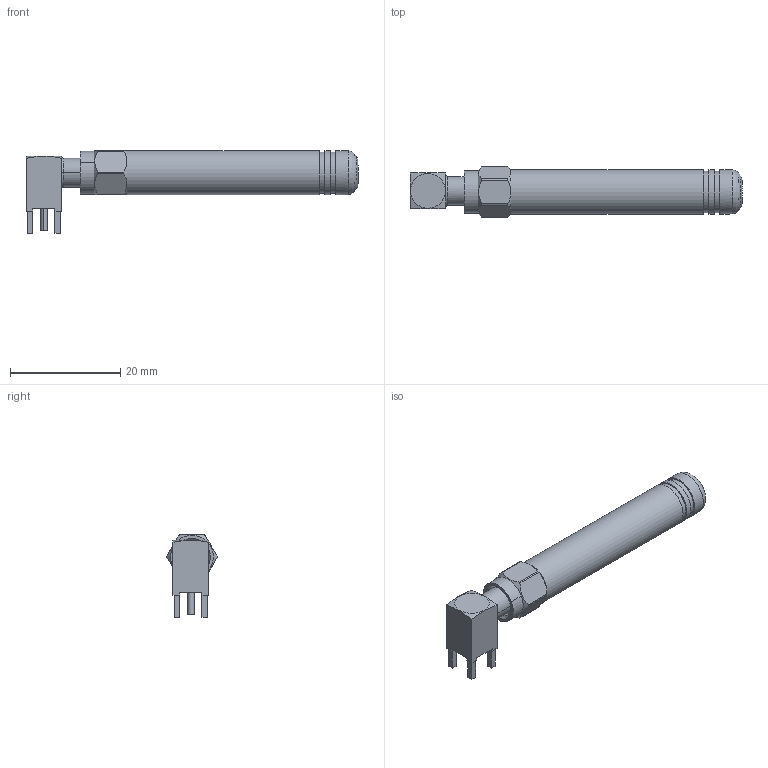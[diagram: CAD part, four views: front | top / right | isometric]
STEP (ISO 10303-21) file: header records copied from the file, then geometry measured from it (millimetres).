
FILE_DESCRIPTION(('FreeCAD Model'),'2;1');
FILE_NAME('Open CASCADE Shape Model','2022-04-07T16:32:06',('Author'),( ''),'Open CASCADE STEP processor 7.5','FreeCAD','Unknown');
FILE_SCHEMA(('AUTOMOTIVE_DESIGN { 1 0 10303 214 1 1 1 1 }'));
Length unit declared in the file: millimetre
Products named in the file (8): Part001; Part; Shell; SMA J01151A0191; COMPOUND; SOLID; Part002; Body
Assembly tree (7 placements, depth 3):
  Part001
    Part
      Shell
    SMA J01151A0191
      COMPOUND
      SOLID
    Part002
      Body
Bounding box: 60.25 x 9.1 x 15 mm (x, y, z)
Volume: 2630.8 mm3; surface area: 2187.7 mm2
Topology: 2 solids, 3 shells, 112 faces, 269 edges, 177 vertices
Faces by surface type: plane 55, cylinder 38, cone 9, bspline 7, torus 3
Full cylindrical faces by diameter (mm): 7.5 x2, 8 x3
Entity records: 9327 total; most frequent: CARTESIAN_POINT 3971, DIRECTION 922, ORIENTED_EDGE 534, PCURVE 534, DEFINITIONAL_REPRESENTATION 534, LINE 500, VECTOR 500, EDGE_CURVE 268
